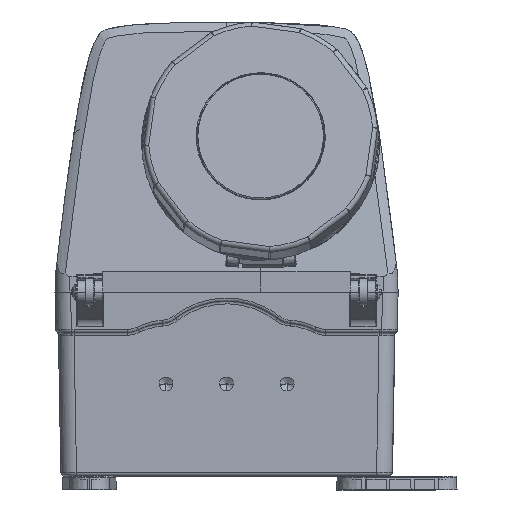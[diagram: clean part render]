
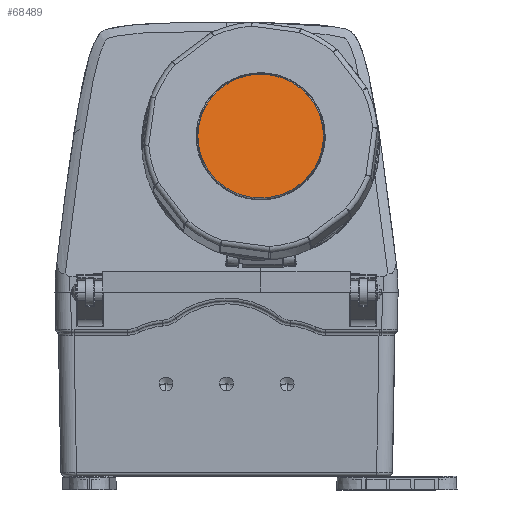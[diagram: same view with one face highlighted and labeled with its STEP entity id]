
A CAD part, front view. The second image highlights one B-rep face of the part: STEP entity #68489.
In plain terms, the highlighted planar face has unit normal (0, -0.985, 0.174).
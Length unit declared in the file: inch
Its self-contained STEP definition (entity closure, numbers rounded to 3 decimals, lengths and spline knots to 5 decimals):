
#118 = EDGE_CURVE ( 'NONE', #26319, #54483, #34932, .T. ) ;
#868 = DIRECTION ( 'NONE',  ( 0., -0.985, 0.174 ) ) ;
#1212 = ORIENTED_EDGE ( 'NONE', *, *, #118, .T. ) ;
#4509 = EDGE_LOOP ( 'NONE', ( #1212, #70795 ) ) ;
#5175 = FACE_OUTER_BOUND ( 'NONE', #4509, .T. ) ;
#16671 = CARTESIAN_POINT ( 'NONE',  ( 0.6864, -9.01094, 6.83761 ) ) ;
#24454 = CARTESIAN_POINT ( 'NONE',  ( 0.6864, -9.23035, 5.59328 ) ) ;
#26319 = VERTEX_POINT ( 'NONE', #54872 ) ;
#28147 = DIRECTION ( 'NONE',  ( 0., 0.174, 0.985 ) ) ;
#32018 = AXIS2_PLACEMENT_3D ( 'NONE', #42899, #49342, #28147 ) ;
#34932 = CIRCLE ( 'NONE', #65915, 1.26353 ) ;
#37858 = EDGE_CURVE ( 'NONE', #54483, #26319, #66468, .T. ) ;
#38258 = DIRECTION ( 'NONE',  ( 0., 0.174, 0.985 ) ) ;
#42899 = CARTESIAN_POINT ( 'NONE',  ( 0.6864, -9.01094, 6.83761 ) ) ;
#49342 = DIRECTION ( 'NONE',  ( 0., -0.985, 0.174 ) ) ;
#49706 = CARTESIAN_POINT ( 'NONE',  ( 0.6864, -9.01094, 6.83761 ) ) ;
#50080 = DIRECTION ( 'NONE',  ( 0., -0.985, 0.174 ) ) ;
#54067 = PLANE ( 'NONE',  #54775 ) ;
#54483 = VERTEX_POINT ( 'NONE', #24454 ) ;
#54775 = AXIS2_PLACEMENT_3D ( 'NONE', #16671, #868, #38258 ) ;
#54872 = CARTESIAN_POINT ( 'NONE',  ( 0.6864, -8.79153, 8.08195 ) ) ;
#59791 = DIRECTION ( 'NONE',  ( 0., 0.174, 0.985 ) ) ;
#65915 = AXIS2_PLACEMENT_3D ( 'NONE', #49706, #50080, #59791 ) ;
#66468 = CIRCLE ( 'NONE', #32018, 1.26353 ) ;
#68489 = ADVANCED_FACE ( 'NONE', ( #5175 ), #54067, .T. ) ;
#70795 = ORIENTED_EDGE ( 'NONE', *, *, #37858, .T. ) ;
